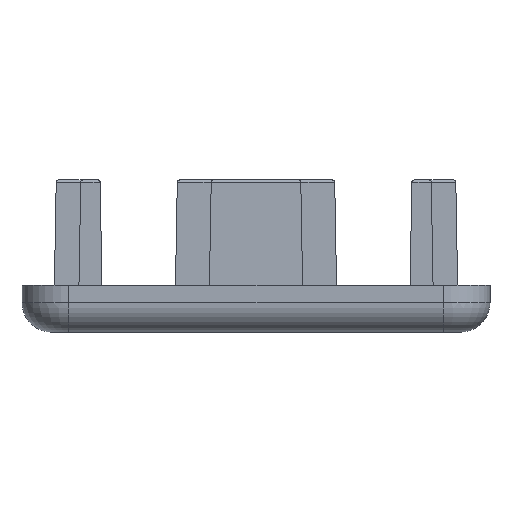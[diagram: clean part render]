
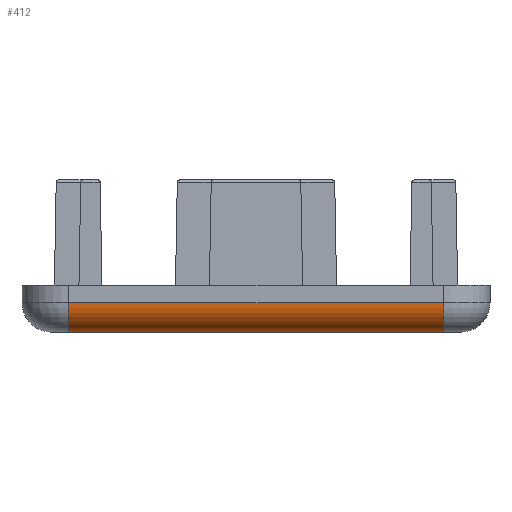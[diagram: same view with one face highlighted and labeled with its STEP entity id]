
A CAD part, left-side view. The second image highlights one B-rep face of the part: STEP entity #412.
In plain terms, the highlighted cylindrical face has radius 2.5 mm (diameter 5 mm), a partial arc.
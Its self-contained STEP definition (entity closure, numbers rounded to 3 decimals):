
#412=ADVANCED_FACE('NONE',(#873),#874,.T.);
#873=FACE_OUTER_BOUND('',#1363,.T.);
#874=CYLINDRICAL_SURFACE('',#1364,2.5);
#1363=EDGE_LOOP('',(#2554,#2555,#2556,#2557,#2558,#2559,#2560,#2561,#2562,#2563));
#1364=AXIS2_PLACEMENT_3D('',#2564,#2565,#2566);
#2554=ORIENTED_EDGE('',*,*,#3355,.T.);
#2555=ORIENTED_EDGE('',*,*,#3313,.F.);
#2556=ORIENTED_EDGE('',*,*,#3357,.F.);
#2557=ORIENTED_EDGE('',*,*,#2965,.F.);
#2558=ORIENTED_EDGE('',*,*,#3330,.F.);
#2559=ORIENTED_EDGE('',*,*,#2922,.F.);
#2560=ORIENTED_EDGE('',*,*,#2959,.F.);
#2561=ORIENTED_EDGE('',*,*,#3335,.F.);
#2562=ORIENTED_EDGE('',*,*,#2916,.F.);
#2563=ORIENTED_EDGE('',*,*,#3305,.F.);
#2564=CARTESIAN_POINT('',(-17.5,20.0,2.5));
#2565=DIRECTION('',(0.0,-1.0,0.0));
#2566=DIRECTION('',(-1.0,0.0,0.0));
#2916=EDGE_CURVE('NONE',#3488,#3490,#3491,.T.);
#2922=EDGE_CURVE('NONE',#3499,#3501,#3502,.T.);
#2959=EDGE_CURVE('NONE',#3563,#3499,#3565,.T.);
#2965=EDGE_CURVE('NONE',#3572,#3575,#3576,.T.);
#3305=EDGE_CURVE('NONE',#4091,#3488,#4093,.T.);
#3313=EDGE_CURVE('NONE',#4102,#4104,#4105,.T.);
#3330=EDGE_CURVE('NONE',#3501,#3572,#4126,.T.);
#3335=EDGE_CURVE('NONE',#3490,#3563,#4131,.T.);
#3355=EDGE_CURVE('NONE',#4091,#4104,#4151,.T.);
#3357=EDGE_CURVE('NONE',#3575,#4102,#4153,.T.);
#3488=VERTEX_POINT('NONE',#4309);
#3490=VERTEX_POINT('NONE',#4311);
#3491=B_SPLINE_CURVE_WITH_KNOTS('',3,(#4312,#4313,#4314,#4315),.UNSPECIFIED.,.F.,.F.,(4,4),(0.,0.001),.UNSPECIFIED.);
#3499=VERTEX_POINT('NONE',#4325);
#3501=VERTEX_POINT('NONE',#4327);
#3502=B_SPLINE_CURVE_WITH_KNOTS('',3,(#4328,#4329,#4330,#4331),.UNSPECIFIED.,.F.,.F.,(4,4),(0.,0.001),.UNSPECIFIED.);
#3563=VERTEX_POINT('NONE',#4407);
#3565=LINE('',#4409,#4410);
#3572=VERTEX_POINT('NONE',#4418);
#3575=VERTEX_POINT('NONE',#4421);
#3576=LINE('',#4422,#4423);
#4091=VERTEX_POINT('NONE',#5163);
#4093=LINE('',#5165,#5166);
#4102=VERTEX_POINT('NONE',#5179);
#4104=VERTEX_POINT('NONE',#5182);
#4105=LINE('',#5183,#5184);
#4126=B_SPLINE_CURVE_WITH_KNOTS('',3,(#5212,#5213,#5214,#5215),.UNSPECIFIED.,.F.,.F.,(4,4),(0.001,0.002),.UNSPECIFIED.);
#4131=B_SPLINE_CURVE_WITH_KNOTS('',3,(#5225,#5226,#5227,#5228),.UNSPECIFIED.,.F.,.F.,(4,4),(0.001,0.002),.UNSPECIFIED.);
#4151=CIRCLE('',#5259,2.5);
#4153=CIRCLE('',#5261,2.5);
#4309=CARTESIAN_POINT('',(-17.5,-14.4,0.0));
#4311=CARTESIAN_POINT('',(-17.6,-13.5,0.002));
#4312=CARTESIAN_POINT('',(-17.5,-14.4,0.0));
#4313=CARTESIAN_POINT('',(-17.567,-14.102,0.));
#4314=CARTESIAN_POINT('',(-17.6,-13.802,0.002));
#4315=CARTESIAN_POINT('',(-17.6,-13.5,0.002));
#4325=CARTESIAN_POINT('',(-17.5,12.6,0.0));
#4327=CARTESIAN_POINT('',(-17.6,13.5,0.002));
#4328=CARTESIAN_POINT('',(-17.5,12.6,0.0));
#4329=CARTESIAN_POINT('',(-17.567,12.898,0.));
#4330=CARTESIAN_POINT('',(-17.6,13.198,0.002));
#4331=CARTESIAN_POINT('',(-17.6,13.5,0.002));
#4407=CARTESIAN_POINT('',(-17.5,-12.6,0.0));
#4409=CARTESIAN_POINT('',(-17.5,16.0,0.0));
#4410=VECTOR('',#5768,1000.0);
#4418=CARTESIAN_POINT('',(-17.5,14.4,0.0));
#4421=CARTESIAN_POINT('',(-17.5,16.0,0.0));
#4422=CARTESIAN_POINT('',(-17.5,16.0,0.0));
#4423=VECTOR('',#5779,1000.0);
#5163=CARTESIAN_POINT('',(-17.5,-16.0,0.0));
#5165=CARTESIAN_POINT('',(-17.5,16.0,0.0));
#5166=VECTOR('',#6104,1000.0);
#5179=CARTESIAN_POINT('',(-20.0,16.0,2.5));
#5182=CARTESIAN_POINT('',(-20.0,-16.0,2.5));
#5183=CARTESIAN_POINT('',(-20.0,-16.0,2.5));
#5184=VECTOR('',#6110,1000.0);
#5212=CARTESIAN_POINT('',(-17.6,13.5,0.002));
#5213=CARTESIAN_POINT('',(-17.6,13.8,0.002));
#5214=CARTESIAN_POINT('',(-17.567,14.104,0.));
#5215=CARTESIAN_POINT('',(-17.5,14.4,0.0));
#5225=CARTESIAN_POINT('',(-17.6,-13.5,0.002));
#5226=CARTESIAN_POINT('',(-17.6,-13.2,0.002));
#5227=CARTESIAN_POINT('',(-17.567,-12.896,0.));
#5228=CARTESIAN_POINT('',(-17.5,-12.6,0.0));
#5259=AXIS2_PLACEMENT_3D('',#6145,#6146,#6147);
#5261=AXIS2_PLACEMENT_3D('',#6148,#6149,#6150);
#5768=DIRECTION('',(0.,1.0,-0.0));
#5779=DIRECTION('',(0.,1.0,-0.0));
#6104=DIRECTION('',(0.,1.0,-0.0));
#6110=DIRECTION('',(0.,-1.0,0.0));
#6145=CARTESIAN_POINT('',(-17.5,-16.0,2.5));
#6146=DIRECTION('',(0.0,1.0,0.0));
#6147=DIRECTION('',(0.0,0.0,1.0));
#6148=CARTESIAN_POINT('',(-17.5,16.0,2.5));
#6149=DIRECTION('',(0.0,1.0,0.0));
#6150=DIRECTION('',(0.0,0.0,1.0));
